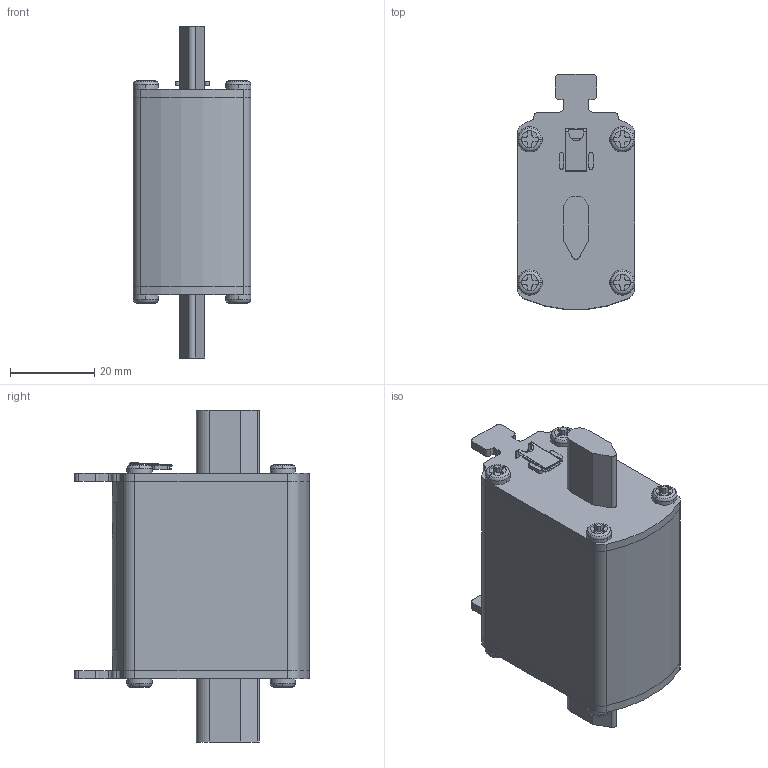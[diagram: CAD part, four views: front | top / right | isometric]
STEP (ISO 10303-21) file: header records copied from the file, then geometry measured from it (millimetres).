
FILE_DESCRIPTION((''),'2;1');
FILE_NAME('NH_DC_00_440V_ASM','2019-10-07T',('marketing.praksa'),('Audax d.o.o.'),'CREO PARAMETRIC BY PTC INC, 2017480','CREO PARAMETRIC BY PTC INC, 2017480','');
FILE_SCHEMA(('AUTOMOTIVE_DESIGN { 1 0 10303 214 1 1 1 1 }'));
Length unit declared in the file: millimetre
Products named in the file (23): 1B0_1; 1CE; 1FD; 201; 211; 219; 239; 263; 270; 27D; 28A; 297; 2A4; 2B1; 2BE; 2D8; 2ED; 3FE-219; 3FE-220; 3FE-221; 47A; PRODUCT_1_ASM; NH_DC_00_440V_ASM
Assembly tree (22 placements, depth 3):
  NH_DC_00_440V_ASM
    PRODUCT_1_ASM
      1B0_1
      1CE
      1FD
      201
      211
      219
      239
      263
      270
      27D
      28A
      297
      2A4
      2B1
      2BE
      2D8
      2ED
      3FE-219
      3FE-220
      3FE-221
      47A
Bounding box: 28 x 55.89 x 79 mm (x, y, z)
Volume: 64208.8 mm3; surface area: 19500.6 mm2
Topology: 21 solids, 21 shells, 491 faces, 1417 edges, 964 vertices
Faces by surface type: plane 289, cylinder 166, torus 32, sphere 4
Entity records: 22884 total; most frequent: CARTESIAN_POINT 4216, ORIENTED_EDGE 2826, DIRECTION 2635, PRESENTATION_STYLE_ASSIGNMENT 1436, STYLED_ITEM 1434, CURVE_STYLE 1413, EDGE_CURVE 1413, VERTEX_POINT 964
